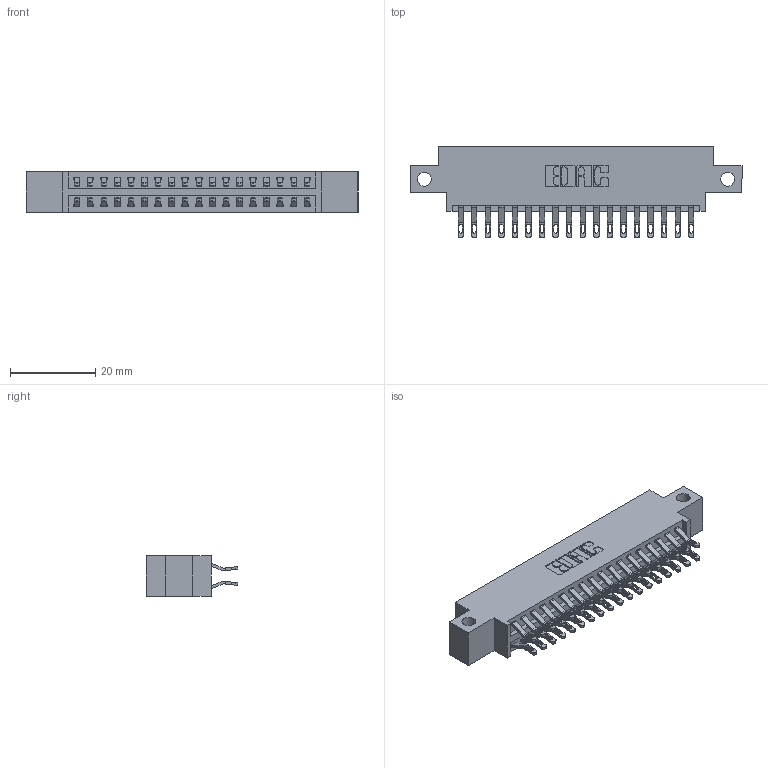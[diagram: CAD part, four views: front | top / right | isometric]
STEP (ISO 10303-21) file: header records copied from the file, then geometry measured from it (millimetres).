
FILE_DESCRIPTION (( 'STEP AP203' ), '1' );
FILE_NAME ('346-036-555-812.STEP', '2018-08-24T02:18:03', ( '' ), ( '' ), 'SwSTEP 2.0', 'SolidWorks 2016', '' );
FILE_SCHEMA (( 'CONFIG_CONTROL_DESIGN' ));
Length unit declared in the file: inch
Products named in the file (3): 346 Part_0.170 Offset - Side Mount; 345-292-001_555 Tail; 346-036-555-812
Assembly tree (37 placements, depth 2):
  346-036-555-812
    346 Part_0.170 Offset - Side Mount
    345-292-001_555 Tail  x36
Bounding box: 77.72 x 21.46 x 9.4 mm (x, y, z)
Volume: 7255.2 mm3; surface area: 10009.9 mm2
Topology: 37 solids, 37 shells, 2214 faces, 6929 edges, 4618 vertices
Faces by surface type: plane 1268, cylinder 946
Entity records: 15439 total; most frequent: CARTESIAN_POINT 2614, ORIENTED_EDGE 2518, DIRECTION 2323, EDGE_CURVE 1259, VECTOR 1035, LINE 1035, VERTEX_POINT 838, AXIS2_PLACEMENT_3D 644
